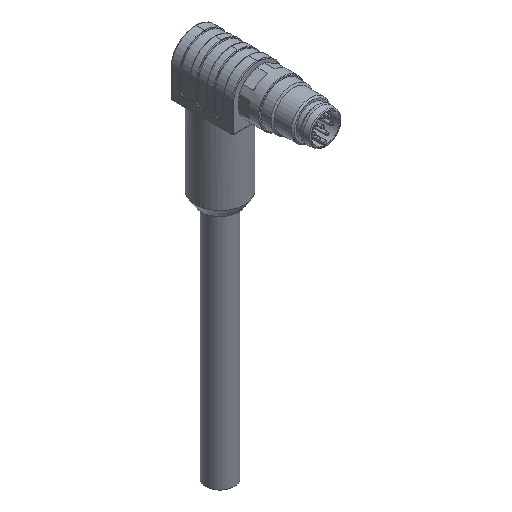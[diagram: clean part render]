
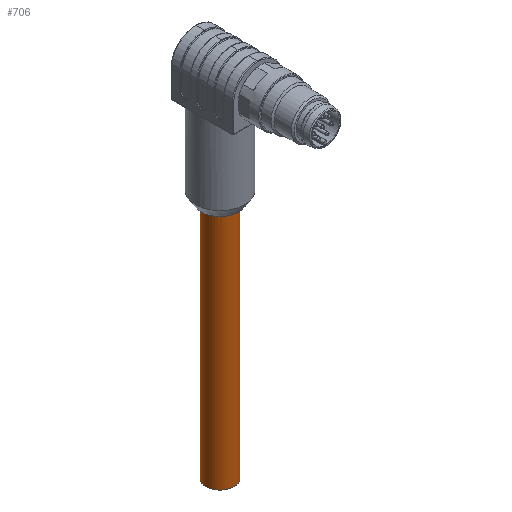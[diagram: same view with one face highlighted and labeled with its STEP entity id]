
A CAD part, isometric view. The second image highlights one B-rep face of the part: STEP entity #706.
In plain terms, the highlighted cylindrical face has radius 2.95 mm (diameter 5.9 mm), a full revolution.
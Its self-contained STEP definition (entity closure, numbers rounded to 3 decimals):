
#458=CYLINDRICAL_SURFACE('',#4210,2.95);
#706=ADVANCED_FACE('',(#1213,#1214),#458,.T.);
#1213=FACE_BOUND('',#1516,.T.);
#1214=FACE_BOUND('',#1517,.T.);
#1516=EDGE_LOOP('',(#2538));
#1517=EDGE_LOOP('',(#2539));
#2538=ORIENTED_EDGE('',*,*,#3374,.F.);
#2539=ORIENTED_EDGE('',*,*,#3356,.T.);
#2854=VERTEX_POINT('',#6966);
#2863=VERTEX_POINT('',#7107);
#3356=EDGE_CURVE('',#2854,#2854,#3667,.T.);
#3374=EDGE_CURVE('',#2863,#2863,#3679,.T.);
#3667=CIRCLE('',#4191,2.95);
#3679=CIRCLE('',#4209,2.95);
#4191=AXIS2_PLACEMENT_3D('',#6965,#5404,#5405);
#4209=AXIS2_PLACEMENT_3D('',#7106,#5440,#5441);
#4210=AXIS2_PLACEMENT_3D('',#7108,#5442,#5443);
#5404=DIRECTION('',(0.,0.,-1.));
#5405=DIRECTION('',(-1.,0.,0.));
#5440=DIRECTION('',(0.,0.,-1.));
#5441=DIRECTION('',(-1.,0.,0.));
#5442=DIRECTION('',(0.,0.,1.));
#5443=DIRECTION('',(0.,1.,0.));
#6965=CARTESIAN_POINT('',(-50.364,-83.402,7.647));
#6966=CARTESIAN_POINT('',(-53.314,-83.402,7.647));
#7106=CARTESIAN_POINT('',(-50.364,-83.402,-42.353));
#7107=CARTESIAN_POINT('',(-53.314,-83.402,-42.353));
#7108=CARTESIAN_POINT('',(-50.364,-83.402,-42.353));
